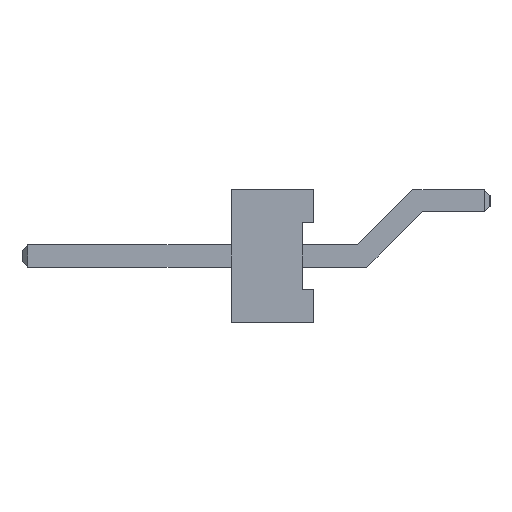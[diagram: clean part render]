
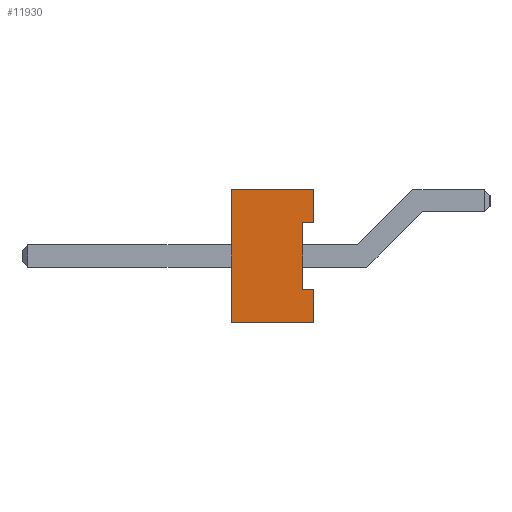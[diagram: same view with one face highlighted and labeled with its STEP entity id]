
A CAD part, left-side view. The second image highlights one B-rep face of the part: STEP entity #11930.
In plain terms, the highlighted planar face has unit normal (-1, 0, 0).
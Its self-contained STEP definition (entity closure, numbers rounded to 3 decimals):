
#236=FACE_OUTER_BOUND('',#950,.T.);
#950=EDGE_LOOP('',(#8223,#8224,#8225,#8226,#8227,#8228,#8229,#8230));
#1615=LINE('',#16602,#3311);
#1669=LINE('',#16723,#3365);
#1933=LINE('',#17262,#3629);
#1934=LINE('',#17264,#3630);
#1935=LINE('',#17265,#3631);
#1936=LINE('',#17267,#3632);
#1937=LINE('',#17269,#3633);
#1938=LINE('',#17270,#3634);
#3311=VECTOR('',#13413,10.);
#3365=VECTOR('',#13493,10.);
#3629=VECTOR('',#13955,10.);
#3630=VECTOR('',#13956,1.);
#3631=VECTOR('',#13957,10.);
#3632=VECTOR('',#13958,10.);
#3633=VECTOR('',#13959,10.);
#3634=VECTOR('',#13960,10.);
#5007=VERTEX_POINT('',#16600);
#5008=VERTEX_POINT('',#16601);
#5061=VERTEX_POINT('',#16720);
#5062=VERTEX_POINT('',#16722);
#5238=VERTEX_POINT('',#17261);
#5239=VERTEX_POINT('',#17263);
#5240=VERTEX_POINT('',#17266);
#5241=VERTEX_POINT('',#17268);
#6079=EDGE_CURVE('',#5007,#5008,#1615,.T.);
#6133=EDGE_CURVE('',#5062,#5061,#1669,.T.);
#6397=EDGE_CURVE('',#5238,#5008,#1933,.T.);
#6398=EDGE_CURVE('',#5238,#5239,#1934,.T.);
#6399=EDGE_CURVE('',#5239,#5062,#1935,.F.);
#6400=EDGE_CURVE('',#5061,#5240,#1936,.T.);
#6401=EDGE_CURVE('',#5240,#5241,#1937,.F.);
#6402=EDGE_CURVE('',#5241,#5007,#1938,.T.);
#8223=ORIENTED_EDGE('',*,*,#6079,.T.);
#8224=ORIENTED_EDGE('',*,*,#6397,.F.);
#8225=ORIENTED_EDGE('',*,*,#6398,.T.);
#8226=ORIENTED_EDGE('',*,*,#6399,.T.);
#8227=ORIENTED_EDGE('',*,*,#6133,.T.);
#8228=ORIENTED_EDGE('',*,*,#6400,.T.);
#8229=ORIENTED_EDGE('',*,*,#6401,.T.);
#8230=ORIENTED_EDGE('',*,*,#6402,.T.);
#11216=PLANE('',#12702);
#11930=ADVANCED_FACE('',(#236),#11216,.F.);
#12702=AXIS2_PLACEMENT_3D('',#17260,#13953,#13954);
#13413=DIRECTION('',(0.,0.,1.));
#13493=DIRECTION('',(0.,0.,1.));
#13953=DIRECTION('center_axis',(1.,0.,0.));
#13954=DIRECTION('ref_axis',(0.,0.,-1.));
#13955=DIRECTION('',(0.,-1.,0.));
#13956=DIRECTION('',(0.,0.,-1.));
#13957=DIRECTION('',(0.,1.,0.));
#13958=DIRECTION('',(0.,1.,0.));
#13959=DIRECTION('',(0.,0.,-1.));
#13960=DIRECTION('',(0.,-1.,0.));
#16600=CARTESIAN_POINT('',(-14.175,1.7,0.6));
#16601=CARTESIAN_POINT('',(-14.175,1.7,1.2));
#16602=CARTESIAN_POINT('',(-14.175,1.7,0.));
#16720=CARTESIAN_POINT('',(-14.175,1.7,-0.6));
#16722=CARTESIAN_POINT('',(-14.175,1.7,-1.2));
#16723=CARTESIAN_POINT('',(-14.175,1.7,0.));
#17260=CARTESIAN_POINT('Origin',(-14.175,1.6,0.));
#17261=CARTESIAN_POINT('',(-14.175,3.2,1.2));
#17262=CARTESIAN_POINT('',(-14.175,1.6,1.2));
#17263=CARTESIAN_POINT('',(-14.175,3.2,-1.2));
#17264=CARTESIAN_POINT('',(-14.175,3.2,0.));
#17265=CARTESIAN_POINT('',(-14.175,1.6,-1.2));
#17266=CARTESIAN_POINT('',(-14.175,1.9,-0.6));
#17267=CARTESIAN_POINT('',(-14.175,0.9,-0.6));
#17268=CARTESIAN_POINT('',(-14.175,1.9,0.6));
#17269=CARTESIAN_POINT('',(-14.175,1.9,0.));
#17270=CARTESIAN_POINT('',(-14.175,0.9,0.6));
